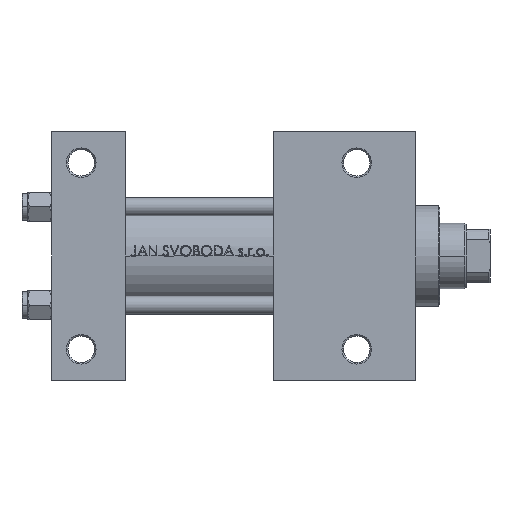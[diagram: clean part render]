
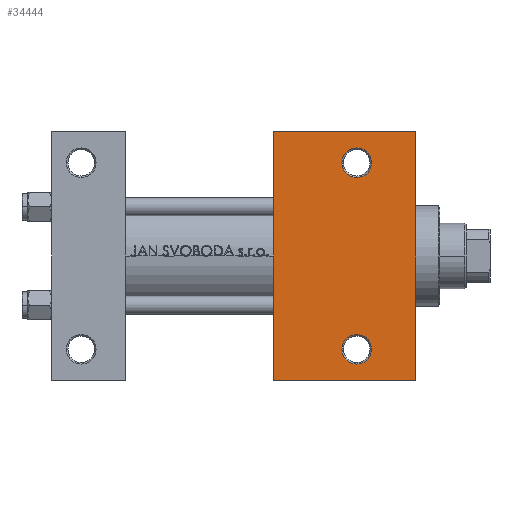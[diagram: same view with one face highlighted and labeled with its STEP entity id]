
A CAD part, front view. The second image highlights one B-rep face of the part: STEP entity #34444.
In plain terms, the highlighted face is planar.
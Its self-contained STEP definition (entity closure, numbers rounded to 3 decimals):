
#375 = ORIENTED_EDGE ( 'NONE', *, *, #45377, .T. ) ;
#1193 = VERTEX_POINT ( 'NONE', #35725 ) ;
#1938 = DIRECTION ( 'NONE',  ( 0., 1., 0. ) ) ;
#2008 = DIRECTION ( 'NONE',  ( 0., -1., 0. ) ) ;
#2139 = CARTESIAN_POINT ( 'NONE',  ( 123., 22.5, -22.5 ) ) ;
#2175 = CARTESIAN_POINT ( 'NONE',  ( 103., -31.5, -22.5 ) ) ;
#2488 = CARTESIAN_POINT ( 'NONE',  ( 123., 22.5, -22.5 ) ) ;
#3056 = CARTESIAN_POINT ( 'NONE',  ( 123., -42., -22.5 ) ) ;
#3405 = DIRECTION ( 'NONE',  ( 0., 1., 0. ) ) ;
#4009 = CARTESIAN_POINT ( 'NONE',  ( 98.001, 31.5, -22.5 ) ) ;
#4205 = CARTESIAN_POINT ( 'NONE',  ( 75., 42., -22.5 ) ) ;
#4921 = ORIENTED_EDGE ( 'NONE', *, *, #7798, .T. ) ;
#4957 = CARTESIAN_POINT ( 'NONE',  ( 75., 22.5, -22.5 ) ) ;
#5039 = PLANE ( 'NONE',  #5603 ) ;
#5519 = DIRECTION ( 'NONE',  ( 0., 0., -1. ) ) ;
#5603 = AXIS2_PLACEMENT_3D ( 'NONE', #2139, #5519, #41831 ) ;
#6156 = CIRCLE ( 'NONE', #44470, 4.999 ) ;
#6912 = VECTOR ( 'NONE', #15798, 1000. ) ;
#7494 = CARTESIAN_POINT ( 'NONE',  ( 103., 31.5, -22.5 ) ) ;
#7798 = EDGE_CURVE ( 'NONE', #43516, #43214, #16693, .T. ) ;
#8813 = DIRECTION ( 'NONE',  ( 0., 1., 0. ) ) ;
#11962 = ORIENTED_EDGE ( 'NONE', *, *, #24604, .T. ) ;
#12483 = DIRECTION ( 'NONE',  ( -1., 0., 0. ) ) ;
#12717 = CARTESIAN_POINT ( 'NONE',  ( 75., -42., -22.5 ) ) ;
#15424 = CARTESIAN_POINT ( 'NONE',  ( 75., -42., -22.5 ) ) ;
#15633 = LINE ( 'NONE', #12717, #34530 ) ;
#15798 = DIRECTION ( 'NONE',  ( 0., -1., 0. ) ) ;
#16693 = LINE ( 'NONE', #2488, #40228 ) ;
#19119 = AXIS2_PLACEMENT_3D ( 'NONE', #41755, #27567, #8813 ) ;
#20093 = ORIENTED_EDGE ( 'NONE', *, *, #42495, .F. ) ;
#20404 = EDGE_LOOP ( 'NONE', ( #20093, #375, #4921, #27323 ) ) ;
#21335 = EDGE_LOOP ( 'NONE', ( #35703, #11962 ) ) ;
#22931 = EDGE_CURVE ( 'NONE', #1193, #41843, #33636, .T. ) ;
#23400 = CARTESIAN_POINT ( 'NONE',  ( 98.001, -31.5, -22.5 ) ) ;
#24379 = ORIENTED_EDGE ( 'NONE', *, *, #22931, .T. ) ;
#24442 = CARTESIAN_POINT ( 'NONE',  ( 107.999, -31.5, -22.5 ) ) ;
#24548 = VECTOR ( 'NONE', #33778, 1000. ) ;
#24604 = EDGE_CURVE ( 'NONE', #36890, #43642, #41397, .T. ) ;
#25181 = AXIS2_PLACEMENT_3D ( 'NONE', #7494, #35639, #3405 ) ;
#27166 = FACE_BOUND ( 'NONE', #31556, .T. ) ;
#27323 = ORIENTED_EDGE ( 'NONE', *, *, #45234, .T. ) ;
#27567 = DIRECTION ( 'NONE',  ( 0., 0., 1. ) ) ;
#27686 = AXIS2_PLACEMENT_3D ( 'NONE', #2175, #45947, #1938 ) ;
#29689 = LINE ( 'NONE', #4205, #24548 ) ;
#29916 = VERTEX_POINT ( 'NONE', #15424 ) ;
#31556 = EDGE_LOOP ( 'NONE', ( #38312, #24379 ) ) ;
#33636 = CIRCLE ( 'NONE', #25181, 4.999 ) ;
#33778 = DIRECTION ( 'NONE',  ( 1., 0., 0. ) ) ;
#34444 = ADVANCED_FACE ( 'NONE', ( #27166, #35074, #37980 ), #5039, .T. ) ;
#34530 = VECTOR ( 'NONE', #12483, 1000. ) ;
#35074 = FACE_BOUND ( 'NONE', #21335, .T. ) ;
#35527 = VERTEX_POINT ( 'NONE', #43782 ) ;
#35639 = DIRECTION ( 'NONE',  ( 0., 0., 1. ) ) ;
#35703 = ORIENTED_EDGE ( 'NONE', *, *, #46782, .T. ) ;
#35725 = CARTESIAN_POINT ( 'NONE',  ( 107.999, 31.5, -22.5 ) ) ;
#36890 = VERTEX_POINT ( 'NONE', #24442 ) ;
#37980 = FACE_OUTER_BOUND ( 'NONE', #20404, .T. ) ;
#38312 = ORIENTED_EDGE ( 'NONE', *, *, #43099, .T. ) ;
#39736 = DIRECTION ( 'NONE',  ( 0., 1., 0. ) ) ;
#40228 = VECTOR ( 'NONE', #2008, 1000. ) ;
#40558 = LINE ( 'NONE', #4957, #6912 ) ;
#41397 = CIRCLE ( 'NONE', #19119, 4.999 ) ;
#41755 = CARTESIAN_POINT ( 'NONE',  ( 103., -31.5, -22.5 ) ) ;
#41831 = DIRECTION ( 'NONE',  ( 0., 1., 0. ) ) ;
#41843 = VERTEX_POINT ( 'NONE', #4009 ) ;
#42495 = EDGE_CURVE ( 'NONE', #35527, #29916, #40558, .T. ) ;
#42882 = DIRECTION ( 'NONE',  ( 0., 0., 1. ) ) ;
#43099 = EDGE_CURVE ( 'NONE', #41843, #1193, #6156, .T. ) ;
#43122 = CARTESIAN_POINT ( 'NONE',  ( 103., 31.5, -22.5 ) ) ;
#43214 = VERTEX_POINT ( 'NONE', #3056 ) ;
#43516 = VERTEX_POINT ( 'NONE', #47018 ) ;
#43642 = VERTEX_POINT ( 'NONE', #23400 ) ;
#43779 = CIRCLE ( 'NONE', #27686, 4.999 ) ;
#43782 = CARTESIAN_POINT ( 'NONE',  ( 75., 42., -22.5 ) ) ;
#44470 = AXIS2_PLACEMENT_3D ( 'NONE', #43122, #42882, #39736 ) ;
#45234 = EDGE_CURVE ( 'NONE', #43214, #29916, #15633, .T. ) ;
#45377 = EDGE_CURVE ( 'NONE', #35527, #43516, #29689, .T. ) ;
#45947 = DIRECTION ( 'NONE',  ( 0., 0., 1. ) ) ;
#46782 = EDGE_CURVE ( 'NONE', #43642, #36890, #43779, .T. ) ;
#47018 = CARTESIAN_POINT ( 'NONE',  ( 123., 42., -22.5 ) ) ;
